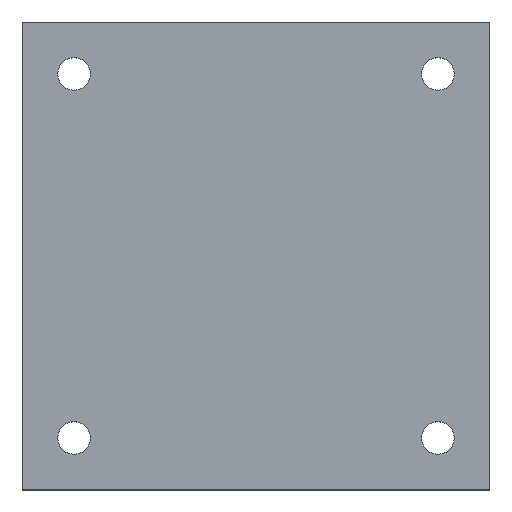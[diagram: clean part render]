
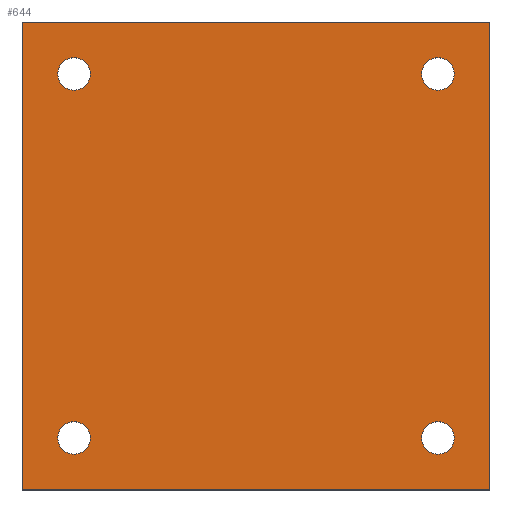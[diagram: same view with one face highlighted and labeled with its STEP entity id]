
A CAD part, top view. The second image highlights one B-rep face of the part: STEP entity #644.
In plain terms, the highlighted planar face has unit normal (0, 0, 1).
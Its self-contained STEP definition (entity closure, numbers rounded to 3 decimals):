
#125 = PLANE ( 'NONE',  #1301 ) ;
#126 = CARTESIAN_POINT ( 'NONE',  ( 180., 0., 10. ) ) ;
#127 = DIRECTION ( 'NONE',  ( 0., 0., -1. ) ) ;
#128 = DIRECTION ( 'NONE',  ( -1., 0., 0. ) ) ;
#163 = VERTEX_POINT ( 'NONE', #655 ) ;
#170 = VERTEX_POINT ( 'NONE', #658 ) ;
#178 = VERTEX_POINT ( 'NONE', #661 ) ;
#183 = VERTEX_POINT ( 'NONE', #663 ) ;
#193 = VERTEX_POINT ( 'NONE', #667 ) ;
#197 = VERTEX_POINT ( 'NONE', #670 ) ;
#199 = VERTEX_POINT ( 'NONE', #672 ) ;
#207 = VERTEX_POINT ( 'NONE', #680 ) ;
#209 = VERTEX_POINT ( 'NONE', #682 ) ;
#210 = VERTEX_POINT ( 'NONE', #683 ) ;
#221 = VERTEX_POINT ( 'NONE', #694 ) ;
#223 = VERTEX_POINT ( 'NONE', #696 ) ;
#229 = EDGE_CURVE ( 'NONE', #178, #193, #1112, .T. ) ;
#230 = EDGE_CURVE ( 'NONE', #170, #221, #1111, .T. ) ;
#232 = EDGE_CURVE ( 'NONE', #199, #197, #1109, .T. ) ;
#235 = EDGE_CURVE ( 'NONE', #193, #178, #1104, .T. ) ;
#236 = EDGE_CURVE ( 'NONE', #221, #170, #1102, .T. ) ;
#251 = EDGE_CURVE ( 'NONE', #197, #199, #1078, .T. ) ;
#257 = EDGE_CURVE ( 'NONE', #223, #163, #1069, .T. ) ;
#261 = EDGE_CURVE ( 'NONE', #163, #223, #1063, .T. ) ;
#266 = EDGE_CURVE ( 'NONE', #183, #209, #1058, .T. ) ;
#267 = EDGE_CURVE ( 'NONE', #207, #210, #1055, .T. ) ;
#270 = EDGE_CURVE ( 'NONE', #209, #207, #1049, .T. ) ;
#275 = EDGE_CURVE ( 'NONE', #210, #183, #1039, .T. ) ;
#381 = CARTESIAN_POINT ( 'NONE',  ( 160., 20., 10. ) ) ;
#382 = DIRECTION ( 'NONE',  ( 0., 0., 1. ) ) ;
#383 = DIRECTION ( 'NONE',  ( 1., 0., 0. ) ) ;
#384 = CARTESIAN_POINT ( 'NONE',  ( 20., 20., 10. ) ) ;
#385 = DIRECTION ( 'NONE',  ( 0., 0., 1. ) ) ;
#386 = DIRECTION ( 'NONE',  ( 1., 0., 0. ) ) ;
#390 = CARTESIAN_POINT ( 'NONE',  ( 20., 160., 10. ) ) ;
#391 = DIRECTION ( 'NONE',  ( 0., 0., 1. ) ) ;
#392 = DIRECTION ( 'NONE',  ( 1., 0., 0. ) ) ;
#398 = CARTESIAN_POINT ( 'NONE',  ( 160., 20., 10. ) ) ;
#399 = DIRECTION ( 'NONE',  ( 0., 0., 1. ) ) ;
#400 = DIRECTION ( 'NONE',  ( 1., 0., 0. ) ) ;
#401 = CARTESIAN_POINT ( 'NONE',  ( 20., 20., 10. ) ) ;
#402 = DIRECTION ( 'NONE',  ( 0., 0., 1. ) ) ;
#403 = DIRECTION ( 'NONE',  ( 1., 0., 0. ) ) ;
#439 = AXIS2_PLACEMENT_3D ( 'NONE', #943, #945, #946 ) ;
#441 = AXIS2_PLACEMENT_3D ( 'NONE', #926, #928, #930 ) ;
#447 = AXIS2_PLACEMENT_3D ( 'NONE', #609, #610, #611 ) ;
#453 = AXIS2_PLACEMENT_3D ( 'NONE', #401, #402, #403 ) ;
#454 = AXIS2_PLACEMENT_3D ( 'NONE', #398, #399, #400 ) ;
#456 = AXIS2_PLACEMENT_3D ( 'NONE', #390, #391, #392 ) ;
#458 = AXIS2_PLACEMENT_3D ( 'NONE', #384, #385, #386 ) ;
#459 = AXIS2_PLACEMENT_3D ( 'NONE', #381, #382, #383 ) ;
#552 = EDGE_LOOP ( 'NONE', ( #1145, #1144 ) ) ;
#553 = EDGE_LOOP ( 'NONE', ( #1143, #1142 ) ) ;
#554 = EDGE_LOOP ( 'NONE', ( #1141, #1140, #1139, #1138 ) ) ;
#576 = EDGE_LOOP ( 'NONE', ( #1184, #1149 ) ) ;
#577 = EDGE_LOOP ( 'NONE', ( #1148, #1147 ) ) ;
#609 = CARTESIAN_POINT ( 'NONE',  ( 20., 160., 10. ) ) ;
#610 = DIRECTION ( 'NONE',  ( 0., 0., 1. ) ) ;
#611 = DIRECTION ( 'NONE',  ( 1., 0., 0. ) ) ;
#644 = ADVANCED_FACE ( 'NONE', ( #918, #917, #916, #915, #914 ), #125, .F. ) ;
#655 = CARTESIAN_POINT ( 'NONE',  ( 153.75, 160., 10. ) ) ;
#658 = CARTESIAN_POINT ( 'NONE',  ( 26.25, 20., 10. ) ) ;
#661 = CARTESIAN_POINT ( 'NONE',  ( 166.25, 20., 10. ) ) ;
#663 = CARTESIAN_POINT ( 'NONE',  ( 180., 180., 10. ) ) ;
#667 = CARTESIAN_POINT ( 'NONE',  ( 153.75, 20., 10. ) ) ;
#670 = CARTESIAN_POINT ( 'NONE',  ( 13.75, 160., 10. ) ) ;
#672 = CARTESIAN_POINT ( 'NONE',  ( 26.25, 160., 10. ) ) ;
#680 = CARTESIAN_POINT ( 'NONE',  ( 0., 0., 10. ) ) ;
#682 = CARTESIAN_POINT ( 'NONE',  ( 180., 0., 10. ) ) ;
#683 = CARTESIAN_POINT ( 'NONE',  ( 0., 180., 10. ) ) ;
#694 = CARTESIAN_POINT ( 'NONE',  ( 13.75, 20., 10. ) ) ;
#696 = CARTESIAN_POINT ( 'NONE',  ( 166.25, 160., 10. ) ) ;
#914 = FACE_OUTER_BOUND ( 'NONE', #554, .T. ) ;
#915 = FACE_BOUND ( 'NONE', #553, .T. ) ;
#916 = FACE_BOUND ( 'NONE', #552, .T. ) ;
#917 = FACE_BOUND ( 'NONE', #577, .T. ) ;
#918 = FACE_BOUND ( 'NONE', #576, .T. ) ;
#926 = CARTESIAN_POINT ( 'NONE',  ( 160., 160., 10. ) ) ;
#928 = DIRECTION ( 'NONE',  ( 0., 0., 1. ) ) ;
#930 = DIRECTION ( 'NONE',  ( 1., 0., 0. ) ) ;
#943 = CARTESIAN_POINT ( 'NONE',  ( 160., 160., 10. ) ) ;
#945 = DIRECTION ( 'NONE',  ( 0., 0., 1. ) ) ;
#946 = DIRECTION ( 'NONE',  ( 1., 0., 0. ) ) ;
#964 = CARTESIAN_POINT ( 'NONE',  ( 180., 90., 10. ) ) ;
#965 = DIRECTION ( 'NONE',  ( 0., -1., 0. ) ) ;
#968 = CARTESIAN_POINT ( 'NONE',  ( 0., 90., 10. ) ) ;
#969 = DIRECTION ( 'NONE',  ( 0., 1., 0. ) ) ;
#1038 = VECTOR ( 'NONE', #1270, 1000. ) ;
#1039 = LINE ( 'NONE', #1269, #1038 ) ;
#1048 = VECTOR ( 'NONE', #1260, 1000. ) ;
#1049 = LINE ( 'NONE', #1259, #1048 ) ;
#1054 = VECTOR ( 'NONE', #969, 1000. ) ;
#1055 = LINE ( 'NONE', #968, #1054 ) ;
#1056 = VECTOR ( 'NONE', #965, 1000. ) ;
#1058 = LINE ( 'NONE', #964, #1056 ) ;
#1063 = CIRCLE ( 'NONE', #439, 6.25 ) ;
#1069 = CIRCLE ( 'NONE', #441, 6.25 ) ;
#1078 = CIRCLE ( 'NONE', #447, 6.25 ) ;
#1102 = CIRCLE ( 'NONE', #453, 6.25 ) ;
#1104 = CIRCLE ( 'NONE', #454, 6.25 ) ;
#1109 = CIRCLE ( 'NONE', #456, 6.25 ) ;
#1111 = CIRCLE ( 'NONE', #458, 6.25 ) ;
#1112 = CIRCLE ( 'NONE', #459, 6.25 ) ;
#1138 = ORIENTED_EDGE ( 'NONE', *, *, #267, .F. ) ;
#1139 = ORIENTED_EDGE ( 'NONE', *, *, #275, .F. ) ;
#1140 = ORIENTED_EDGE ( 'NONE', *, *, #266, .F. ) ;
#1141 = ORIENTED_EDGE ( 'NONE', *, *, #270, .F. ) ;
#1142 = ORIENTED_EDGE ( 'NONE', *, *, #251, .F. ) ;
#1143 = ORIENTED_EDGE ( 'NONE', *, *, #232, .F. ) ;
#1144 = ORIENTED_EDGE ( 'NONE', *, *, #236, .F. ) ;
#1145 = ORIENTED_EDGE ( 'NONE', *, *, #230, .F. ) ;
#1147 = ORIENTED_EDGE ( 'NONE', *, *, #235, .F. ) ;
#1148 = ORIENTED_EDGE ( 'NONE', *, *, #229, .F. ) ;
#1149 = ORIENTED_EDGE ( 'NONE', *, *, #261, .F. ) ;
#1184 = ORIENTED_EDGE ( 'NONE', *, *, #257, .F. ) ;
#1259 = CARTESIAN_POINT ( 'NONE',  ( 90., 0., 10. ) ) ;
#1260 = DIRECTION ( 'NONE',  ( -1., 0., 0. ) ) ;
#1269 = CARTESIAN_POINT ( 'NONE',  ( 90., 180., 10. ) ) ;
#1270 = DIRECTION ( 'NONE',  ( 1., 0., 0. ) ) ;
#1301 = AXIS2_PLACEMENT_3D ( 'NONE', #126, #127, #128 ) ;
